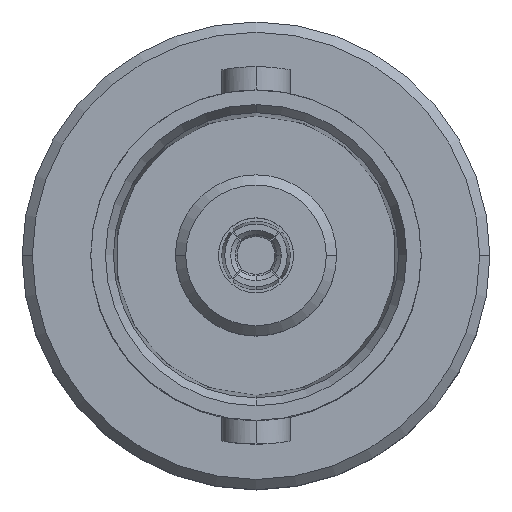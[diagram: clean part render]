
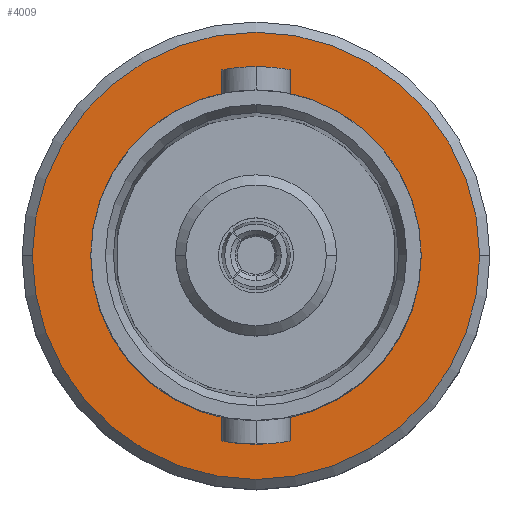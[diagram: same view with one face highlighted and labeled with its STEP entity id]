
A CAD part, top view. The second image highlights one B-rep face of the part: STEP entity #4009.
In plain terms, the highlighted planar face has unit normal (0, 0, 1).
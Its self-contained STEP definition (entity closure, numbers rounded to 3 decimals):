
#430 = DIRECTION ( 'NONE',  ( 0., 0., -1. ) ) ;
#435 = DIRECTION ( 'NONE',  ( 0., 0., -1. ) ) ;
#760 = CIRCLE ( 'NONE', #1284, 4.84 ) ;
#1248 = EDGE_CURVE ( 'NONE', #2510, #3766, #2610, .T. ) ;
#1284 = AXIS2_PLACEMENT_3D ( 'NONE', #1818, #6314, #4155 ) ;
#1324 = CARTESIAN_POINT ( 'NONE',  ( 6.55, 0., -11.3 ) ) ;
#1358 = VERTEX_POINT ( 'NONE', #2044 ) ;
#1484 = CARTESIAN_POINT ( 'NONE',  ( 0., 0., -11.3 ) ) ;
#1490 = DIRECTION ( 'NONE',  ( -1., 0., 0. ) ) ;
#1679 = AXIS2_PLACEMENT_3D ( 'NONE', #6286, #430, #7494 ) ;
#1756 = EDGE_CURVE ( 'NONE', #3766, #2510, #760, .T. ) ;
#1782 = EDGE_CURVE ( 'NONE', #1358, #2828, #2315, .T. ) ;
#1818 = CARTESIAN_POINT ( 'NONE',  ( 0., 0., -11.3 ) ) ;
#2025 = CARTESIAN_POINT ( 'NONE',  ( 4.84, 0., -11.3 ) ) ;
#2044 = CARTESIAN_POINT ( 'NONE',  ( -6.55, 0., -11.3 ) ) ;
#2062 = DIRECTION ( 'NONE',  ( -1., 0., 0. ) ) ;
#2066 = CARTESIAN_POINT ( 'NONE',  ( 0., 0., -11.3 ) ) ;
#2315 = CIRCLE ( 'NONE', #1679, 6.55 ) ;
#2510 = VERTEX_POINT ( 'NONE', #2025 ) ;
#2610 = CIRCLE ( 'NONE', #4423, 4.84 ) ;
#2828 = VERTEX_POINT ( 'NONE', #1324 ) ;
#2837 = EDGE_LOOP ( 'NONE', ( #4532, #3414 ) ) ;
#2885 = DIRECTION ( 'NONE',  ( 0., 0., -1. ) ) ;
#3414 = ORIENTED_EDGE ( 'NONE', *, *, #1756, .T. ) ;
#3766 = VERTEX_POINT ( 'NONE', #5543 ) ;
#4009 = ADVANCED_FACE ( 'NONE', ( #4064, #5425 ), #4056, .F. ) ;
#4056 = PLANE ( 'NONE',  #5463 ) ;
#4064 = FACE_BOUND ( 'NONE', #2837, .T. ) ;
#4155 = DIRECTION ( 'NONE',  ( -1., 0., 0. ) ) ;
#4423 = AXIS2_PLACEMENT_3D ( 'NONE', #2066, #435, #1490 ) ;
#4532 = ORIENTED_EDGE ( 'NONE', *, *, #1248, .T. ) ;
#5030 = EDGE_CURVE ( 'NONE', #2828, #1358, #6688, .T. ) ;
#5184 = AXIS2_PLACEMENT_3D ( 'NONE', #1484, #5577, #2062 ) ;
#5425 = FACE_OUTER_BOUND ( 'NONE', #6029, .T. ) ;
#5463 = AXIS2_PLACEMENT_3D ( 'NONE', #6387, #2885, #6958 ) ;
#5543 = CARTESIAN_POINT ( 'NONE',  ( -4.84, 0., -11.3 ) ) ;
#5577 = DIRECTION ( 'NONE',  ( 0., 0., -1. ) ) ;
#6029 = EDGE_LOOP ( 'NONE', ( #6857, #7442 ) ) ;
#6286 = CARTESIAN_POINT ( 'NONE',  ( 0., 0., -11.3 ) ) ;
#6314 = DIRECTION ( 'NONE',  ( 0., 0., -1. ) ) ;
#6387 = CARTESIAN_POINT ( 'NONE',  ( 0., 6.55, -11.3 ) ) ;
#6688 = CIRCLE ( 'NONE', #5184, 6.55 ) ;
#6857 = ORIENTED_EDGE ( 'NONE', *, *, #1782, .F. ) ;
#6958 = DIRECTION ( 'NONE',  ( -1., 0., 0. ) ) ;
#7442 = ORIENTED_EDGE ( 'NONE', *, *, #5030, .F. ) ;
#7494 = DIRECTION ( 'NONE',  ( -1., 0., 0. ) ) ;
